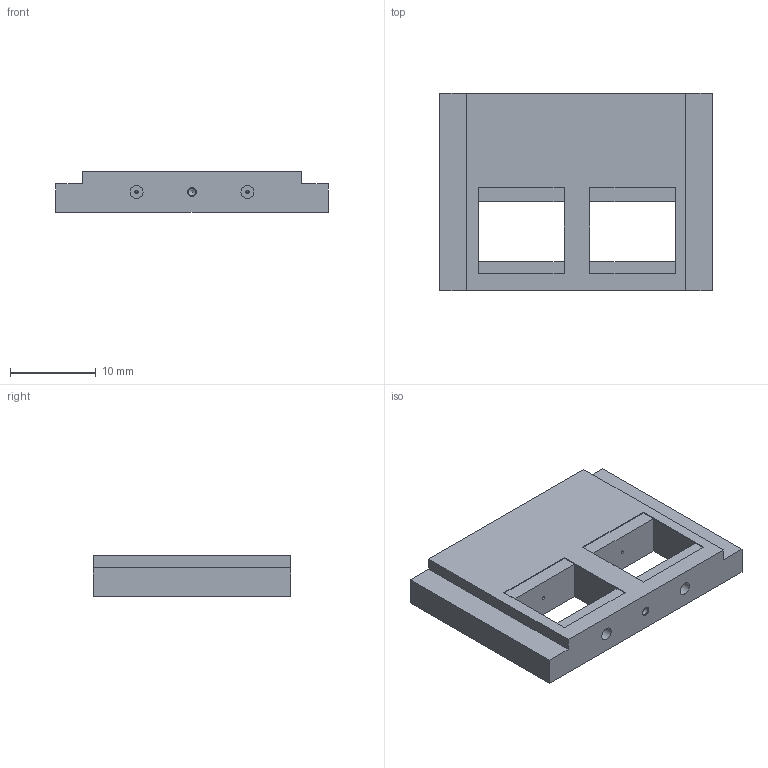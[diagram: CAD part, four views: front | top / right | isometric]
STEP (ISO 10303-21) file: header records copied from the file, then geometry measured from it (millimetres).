
FILE_DESCRIPTION(('FreeCAD Model'),'2;1');
FILE_NAME('Open CASCADE Shape Model','2022-05-23T16:33:50',('Author'),( ''),'Open CASCADE STEP processor 7.5','FreeCAD','Unknown');
FILE_SCHEMA(('AUTOMOTIVE_DESIGN { 1 0 10303 214 1 1 1 1 }'));
Length unit declared in the file: millimetre
Products named in the file (1): Body
Bounding box: 31.78 x 23 x 4.72 mm (x, y, z)
Volume: 2563.1 mm3; surface area: 2056.8 mm2
Topology: 1 solids, 1 shells, 38 faces, 96 edges, 61 vertices
Faces by surface type: plane 31, cylinder 4, cone 3
Full cylindrical faces by diameter (mm): 0.9 x1, 1 x1, 1.522 x2
Entity records: 2365 total; most frequent: CARTESIAN_POINT 409, DIRECTION 362, LINE 260, VECTOR 260, ORIENTED_EDGE 186, PCURVE 186, DEFINITIONAL_REPRESENTATION 186, EDGE_CURVE 93
